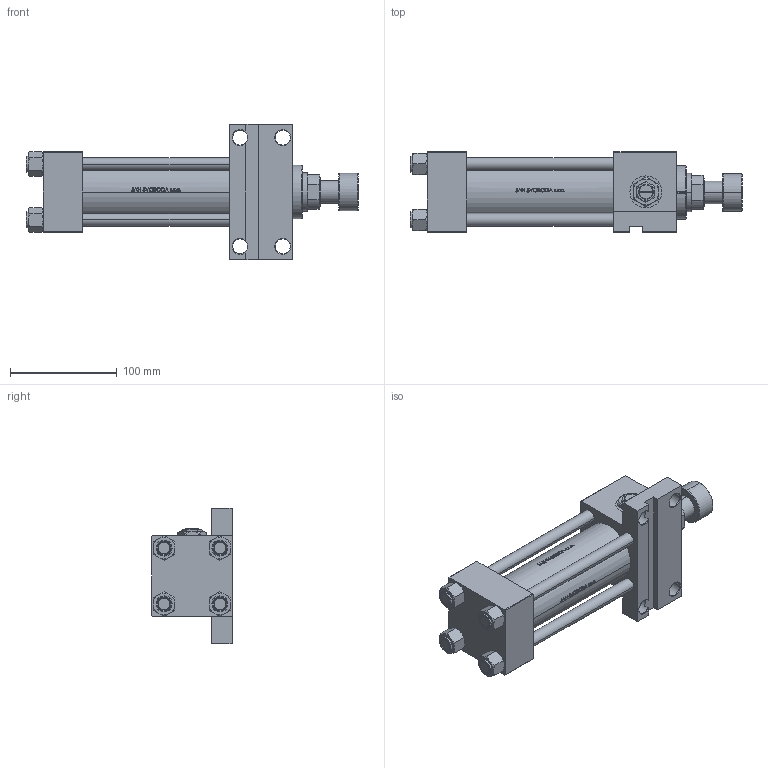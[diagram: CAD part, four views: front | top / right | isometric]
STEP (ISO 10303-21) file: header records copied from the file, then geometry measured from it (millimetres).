
FILE_DESCRIPTION (( 'STEP AP203' ), '1' );
FILE_NAME ('1ca8.STEP', '2023-01-17T18:35:45', ( '' ), ( '' ), 'SwSTEP 2.0', 'SolidWorks 2019', '' );
FILE_SCHEMA (( 'CONFIG_CONTROL_DESIGN' ));
Length unit declared in the file: millimetre
Products named in the file (8): V215CR_ROD_END_F 7f0737a39b4ce1f965cee1bdf01d8f7f; V215CR_F_TYCINKA 7f0737a39b4ce1f965cee1bdf01d8f7f; V215CR_F_Body 7f0737a39b4ce1f965cee1bdf01d8f7f; NUT_M5_F 7f0737a39b4ce1f965cee1bdf01d8f7f; 1ca8; Zatka_pro_OIL_PORT 7f0737a39b4ce1f965cee1bdf01d8f7f; V215CR_VCP_F 7f0737a39b4ce1f965cee1bdf01d8f7f; V215_VC_A 7f0737a39b4ce1f965cee1bdf01d8f7f
Assembly tree (13 placements, depth 2):
  1ca8
    V215CR_F_Body 7f0737a39b4ce1f965cee1bdf01d8f7f
    V215CR_VCP_F 7f0737a39b4ce1f965cee1bdf01d8f7f
    V215CR_F_TYCINKA 7f0737a39b4ce1f965cee1bdf01d8f7f  x4
    NUT_M5_F 7f0737a39b4ce1f965cee1bdf01d8f7f  x4
    V215_VC_A 7f0737a39b4ce1f965cee1bdf01d8f7f
    V215CR_ROD_END_F 7f0737a39b4ce1f965cee1bdf01d8f7f
    Zatka_pro_OIL_PORT 7f0737a39b4ce1f965cee1bdf01d8f7f
Bounding box: 311 x 75 x 127 mm (x, y, z)
Volume: 908788.7 mm3; surface area: 219819.6 mm2
Topology: 13 solids, 13 shells, 1173 faces, 2898 edges, 1869 vertices
Faces by surface type: plane 469, bspline 380, cone 174, cylinder 138, torus 12
Entity records: 50091 total; most frequent: CARTESIAN_POINT 26576, ORIENTED_EDGE 5288, DIRECTION 3434, EDGE_CURVE 2644, VERTEX_POINT 1725, LINE 1334, VECTOR 1334, EDGE_LOOP 1193
